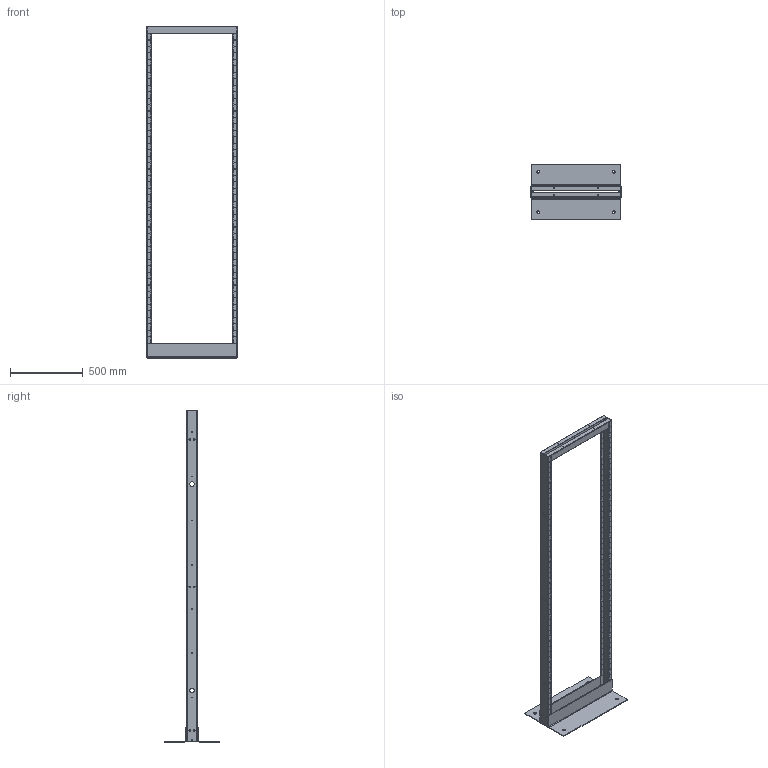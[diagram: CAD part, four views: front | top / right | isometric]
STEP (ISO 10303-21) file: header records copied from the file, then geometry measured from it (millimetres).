
FILE_DESCRIPTION (( 'STEP AP203' ), '1' );
FILE_NAME ('DNRR2384HDWB.step', '2020-11-12T17:05:42', ( 'ADC123' ), ( 'Microsoft' ), 'SwSTEP 2.0', 'SolidWorks 2019', '' );
FILE_SCHEMA (( 'CONFIG_CONTROL_DESIGN' ));
Length unit declared in the file: inch
Products named in the file (1): DNRR2384HDWB
Bounding box: 623.88 x 381 x 2289.18 mm (x, y, z)
Volume: 4166464 mm3; surface area: 2123823.9 mm2
Topology: 10 solids, 10 shells, 1668 faces, 4364 edges, 2908 vertices
Faces by surface type: plane 1008, cylinder 656, cone 4
Full cylindrical faces by diameter (mm): 4.775 x4, 5.055 x602, 6.35 x6, 7.137 x4, 10.312 x12, 19.05 x4, 31.75 x4
Entity records: 50825 total; most frequent: DIRECTION 8378, CARTESIAN_POINT 8301, ORIENTED_EDGE 7448, EDGE_LOOP 3756, EDGE_CURVE 3724, AXIS2_PLACEMENT_3D 2985, VERTEX_POINT 2908, LINE 2408
